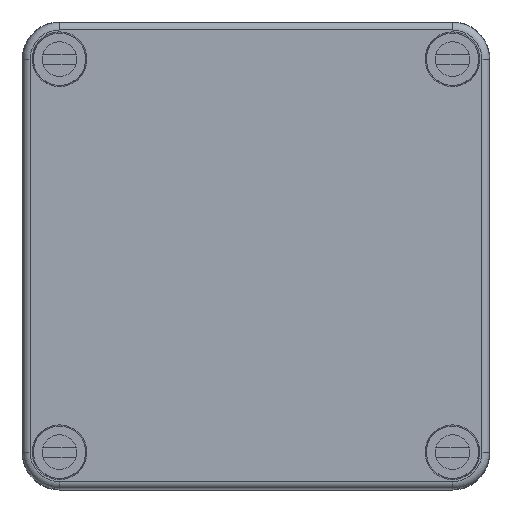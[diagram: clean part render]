
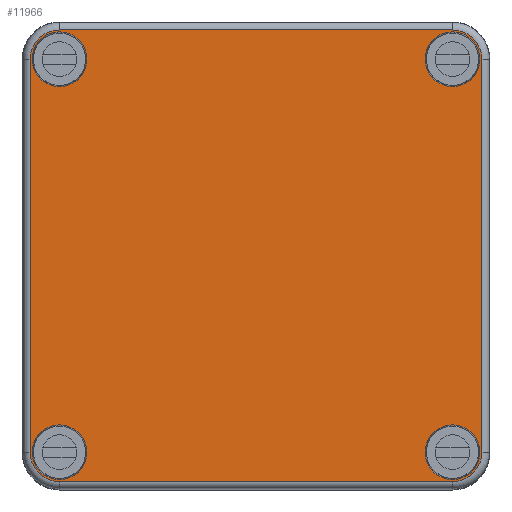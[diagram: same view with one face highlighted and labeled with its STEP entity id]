
A CAD part, top view. The second image highlights one B-rep face of the part: STEP entity #11966.
In plain terms, the highlighted planar face has unit normal (0, 0, 1).
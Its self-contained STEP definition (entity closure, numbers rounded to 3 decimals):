
#92 = PLANE ( 'NONE',  #6757 ) ;
#304 = CIRCLE ( 'NONE', #6194, 5.5 ) ;
#362 = CARTESIAN_POINT ( 'NONE',  ( -39.5, -39.5, 15. ) ) ;
#720 = FACE_OUTER_BOUND ( 'NONE', #11802, .T. ) ;
#794 = CARTESIAN_POINT ( 'NONE',  ( -39.5, -39.5, 15. ) ) ;
#950 = ORIENTED_EDGE ( 'NONE', *, *, #17717, .T. ) ;
#971 = LINE ( 'NONE', #3376, #17041 ) ;
#1116 = CARTESIAN_POINT ( 'NONE',  ( 39.5, -45.382, 15. ) ) ;
#1377 = DIRECTION ( 'NONE',  ( 0., 0., -1. ) ) ;
#1475 = CARTESIAN_POINT ( 'NONE',  ( 39.5, 39.5, 15. ) ) ;
#1522 = CIRCLE ( 'NONE', #19908, 5.882 ) ;
#1656 = CARTESIAN_POINT ( 'NONE',  ( -45.382, 39.5, 15. ) ) ;
#1716 = CARTESIAN_POINT ( 'NONE',  ( 39.5, 39.5, 15. ) ) ;
#1897 = CARTESIAN_POINT ( 'NONE',  ( -34., -39.5, 15. ) ) ;
#1944 = AXIS2_PLACEMENT_3D ( 'NONE', #7218, #18141, #8800 ) ;
#1950 = DIRECTION ( 'NONE',  ( 1., 0., 0. ) ) ;
#1966 = LINE ( 'NONE', #13097, #17555 ) ;
#2217 = EDGE_CURVE ( 'NONE', #11847, #9387, #971, .T. ) ;
#2231 = CARTESIAN_POINT ( 'NONE',  ( 39.5, -39.5, 15. ) ) ;
#2297 = ORIENTED_EDGE ( 'NONE', *, *, #5653, .T. ) ;
#2346 = DIRECTION ( 'NONE',  ( -1., 0., 0. ) ) ;
#2522 = CARTESIAN_POINT ( 'NONE',  ( 39.5, -45.382, 15. ) ) ;
#2820 = AXIS2_PLACEMENT_3D ( 'NONE', #2231, #13101, #3786 ) ;
#2831 = CARTESIAN_POINT ( 'NONE',  ( 39.5, 45.382, 15. ) ) ;
#2970 = ORIENTED_EDGE ( 'NONE', *, *, #13706, .T. ) ;
#3033 = DIRECTION ( 'NONE',  ( -1., 0., 0. ) ) ;
#3096 = ORIENTED_EDGE ( 'NONE', *, *, #16079, .T. ) ;
#3187 = EDGE_LOOP ( 'NONE', ( #8685, #3096 ) ) ;
#3225 = DIRECTION ( 'NONE',  ( -1., 0., 0. ) ) ;
#3250 = CARTESIAN_POINT ( 'NONE',  ( -45.382, 39.5, 15. ) ) ;
#3273 = DIRECTION ( 'NONE',  ( 1., 0., 0. ) ) ;
#3376 = CARTESIAN_POINT ( 'NONE',  ( 39.5, 45.382, 15. ) ) ;
#3408 = CIRCLE ( 'NONE', #2820, 5.5 ) ;
#3459 = VERTEX_POINT ( 'NONE', #8443 ) ;
#3531 = CIRCLE ( 'NONE', #15021, 5.882 ) ;
#3600 = VECTOR ( 'NONE', #10466, 1000. ) ;
#3786 = DIRECTION ( 'NONE',  ( -1., 0., 0. ) ) ;
#4181 = ORIENTED_EDGE ( 'NONE', *, *, #15243, .F. ) ;
#4204 = VERTEX_POINT ( 'NONE', #1897 ) ;
#4750 = DIRECTION ( 'NONE',  ( 0., 0., -1. ) ) ;
#4813 = VERTEX_POINT ( 'NONE', #14401 ) ;
#4954 = CARTESIAN_POINT ( 'NONE',  ( 39.5, 39.5, 15. ) ) ;
#5280 = EDGE_CURVE ( 'NONE', #15778, #9387, #10692, .T. ) ;
#5490 = CARTESIAN_POINT ( 'NONE',  ( -39.5, 45.382, 15. ) ) ;
#5653 = EDGE_CURVE ( 'NONE', #4813, #4204, #16753, .T. ) ;
#5945 = AXIS2_PLACEMENT_3D ( 'NONE', #4954, #15842, #6501 ) ;
#6194 = AXIS2_PLACEMENT_3D ( 'NONE', #1475, #12342, #3033 ) ;
#6195 = VERTEX_POINT ( 'NONE', #10213 ) ;
#6479 = DIRECTION ( 'NONE',  ( 0., 0., -1. ) ) ;
#6501 = DIRECTION ( 'NONE',  ( -1., 0., 0. ) ) ;
#6757 = AXIS2_PLACEMENT_3D ( 'NONE', #1656, #18759, #3225 ) ;
#6781 = ORIENTED_EDGE ( 'NONE', *, *, #6799, .T. ) ;
#6799 = EDGE_CURVE ( 'NONE', #15778, #16260, #1966, .T. ) ;
#7218 = CARTESIAN_POINT ( 'NONE',  ( -39.5, -39.5, 15. ) ) ;
#7233 = CARTESIAN_POINT ( 'NONE',  ( -34., 39.5, 15. ) ) ;
#7242 = VERTEX_POINT ( 'NONE', #9563 ) ;
#7589 = CARTESIAN_POINT ( 'NONE',  ( 45.382, 39.5, 15. ) ) ;
#7653 = CARTESIAN_POINT ( 'NONE',  ( -45.382, -39.5, 15. ) ) ;
#7775 = CIRCLE ( 'NONE', #15485, 5.5 ) ;
#7856 = CARTESIAN_POINT ( 'NONE',  ( 34., -39.5, 15. ) ) ;
#7976 = CIRCLE ( 'NONE', #15905, 5.882 ) ;
#8117 = CIRCLE ( 'NONE', #5945, 5.5 ) ;
#8228 = LINE ( 'NONE', #1116, #3600 ) ;
#8443 = CARTESIAN_POINT ( 'NONE',  ( -39.5, -45.382, 15. ) ) ;
#8685 = ORIENTED_EDGE ( 'NONE', *, *, #16417, .T. ) ;
#8771 = DIRECTION ( 'NONE',  ( 0., 0., -1. ) ) ;
#8800 = DIRECTION ( 'NONE',  ( -1., 0., 0. ) ) ;
#8991 = VERTEX_POINT ( 'NONE', #2522 ) ;
#8992 = AXIS2_PLACEMENT_3D ( 'NONE', #10733, #1377, #12269 ) ;
#9023 = FACE_BOUND ( 'NONE', #14234, .T. ) ;
#9175 = DIRECTION ( 'NONE',  ( 0., 0., -1. ) ) ;
#9387 = VERTEX_POINT ( 'NONE', #5490 ) ;
#9399 = CIRCLE ( 'NONE', #9412, 5.5 ) ;
#9412 = AXIS2_PLACEMENT_3D ( 'NONE', #794, #11689, #2346 ) ;
#9563 = CARTESIAN_POINT ( 'NONE',  ( 45., 39.5, 15. ) ) ;
#9894 = CARTESIAN_POINT ( 'NONE',  ( 45.382, -39.5, 15. ) ) ;
#10126 = LINE ( 'NONE', #7589, #14236 ) ;
#10213 = CARTESIAN_POINT ( 'NONE',  ( -45., 39.5, 15. ) ) ;
#10341 = CIRCLE ( 'NONE', #17677, 5.5 ) ;
#10361 = EDGE_CURVE ( 'NONE', #14333, #8991, #1522, .T. ) ;
#10466 = DIRECTION ( 'NONE',  ( -1., 0., 0. ) ) ;
#10494 = ORIENTED_EDGE ( 'NONE', *, *, #12464, .T. ) ;
#10692 = CIRCLE ( 'NONE', #8992, 5.882 ) ;
#10733 = CARTESIAN_POINT ( 'NONE',  ( -39.5, 39.5, 15. ) ) ;
#10783 = AXIS2_PLACEMENT_3D ( 'NONE', #18110, #8771, #19649 ) ;
#10800 = CARTESIAN_POINT ( 'NONE',  ( 45.382, 39.5, 15. ) ) ;
#11280 = DIRECTION ( 'NONE',  ( 0., 0., 1. ) ) ;
#11515 = ORIENTED_EDGE ( 'NONE', *, *, #18849, .F. ) ;
#11548 = CIRCLE ( 'NONE', #10783, 5.5 ) ;
#11680 = ORIENTED_EDGE ( 'NONE', *, *, #15823, .T. ) ;
#11689 = DIRECTION ( 'NONE',  ( 0., 0., -1. ) ) ;
#11802 = EDGE_LOOP ( 'NONE', ( #18715, #4181, #10494, #18070, #16536, #6781, #2970, #11515 ) ) ;
#11847 = VERTEX_POINT ( 'NONE', #2831 ) ;
#11857 = EDGE_CURVE ( 'NONE', #13872, #15351, #7775, .T. ) ;
#11966 = ADVANCED_FACE ( 'NONE', ( #13638, #13129, #17286, #9023, #720 ), #92, .F. ) ;
#12269 = DIRECTION ( 'NONE',  ( -1., 0., 0. ) ) ;
#12311 = VERTEX_POINT ( 'NONE', #7233 ) ;
#12342 = DIRECTION ( 'NONE',  ( 0., 0., -1. ) ) ;
#12464 = EDGE_CURVE ( 'NONE', #16889, #11847, #7976, .T. ) ;
#12591 = DIRECTION ( 'NONE',  ( 0., 0., 1. ) ) ;
#13097 = CARTESIAN_POINT ( 'NONE',  ( -45.382, 39.5, 15. ) ) ;
#13101 = DIRECTION ( 'NONE',  ( 0., 0., -1. ) ) ;
#13129 = FACE_BOUND ( 'NONE', #3187, .T. ) ;
#13240 = CARTESIAN_POINT ( 'NONE',  ( 45., -39.5, 15. ) ) ;
#13638 = FACE_BOUND ( 'NONE', #18561, .T. ) ;
#13706 = EDGE_CURVE ( 'NONE', #16260, #3459, #3531, .T. ) ;
#13837 = EDGE_CURVE ( 'NONE', #4204, #4813, #9399, .T. ) ;
#13872 = VERTEX_POINT ( 'NONE', #13240 ) ;
#14065 = CARTESIAN_POINT ( 'NONE',  ( 39.5, -39.5, 15. ) ) ;
#14234 = EDGE_LOOP ( 'NONE', ( #11680, #15763 ) ) ;
#14236 = VECTOR ( 'NONE', #18511, 1000. ) ;
#14333 = VERTEX_POINT ( 'NONE', #9894 ) ;
#14401 = CARTESIAN_POINT ( 'NONE',  ( -45., -39.5, 15. ) ) ;
#15021 = AXIS2_PLACEMENT_3D ( 'NONE', #362, #11280, #1950 ) ;
#15243 = EDGE_CURVE ( 'NONE', #16889, #14333, #10126, .T. ) ;
#15351 = VERTEX_POINT ( 'NONE', #7856 ) ;
#15485 = AXIS2_PLACEMENT_3D ( 'NONE', #18506, #9175, #20062 ) ;
#15634 = DIRECTION ( 'NONE',  ( -1., 0., 0. ) ) ;
#15763 = ORIENTED_EDGE ( 'NONE', *, *, #16262, .T. ) ;
#15778 = VERTEX_POINT ( 'NONE', #3250 ) ;
#15810 = CARTESIAN_POINT ( 'NONE',  ( -39.5, 39.5, 15. ) ) ;
#15823 = EDGE_CURVE ( 'NONE', #7242, #17365, #8117, .T. ) ;
#15842 = DIRECTION ( 'NONE',  ( 0., 0., -1. ) ) ;
#15905 = AXIS2_PLACEMENT_3D ( 'NONE', #1716, #12591, #3273 ) ;
#15996 = ORIENTED_EDGE ( 'NONE', *, *, #13837, .T. ) ;
#16079 = EDGE_CURVE ( 'NONE', #6195, #12311, #11548, .T. ) ;
#16260 = VERTEX_POINT ( 'NONE', #7653 ) ;
#16262 = EDGE_CURVE ( 'NONE', #17365, #7242, #304, .T. ) ;
#16417 = EDGE_CURVE ( 'NONE', #12311, #6195, #10341, .T. ) ;
#16536 = ORIENTED_EDGE ( 'NONE', *, *, #5280, .F. ) ;
#16748 = CARTESIAN_POINT ( 'NONE',  ( 34., 39.5, 15. ) ) ;
#16753 = CIRCLE ( 'NONE', #1944, 5.5 ) ;
#16889 = VERTEX_POINT ( 'NONE', #10800 ) ;
#17041 = VECTOR ( 'NONE', #18974, 1000. ) ;
#17286 = FACE_BOUND ( 'NONE', #18832, .T. ) ;
#17365 = VERTEX_POINT ( 'NONE', #16748 ) ;
#17399 = DIRECTION ( 'NONE',  ( -1., 0., 0. ) ) ;
#17555 = VECTOR ( 'NONE', #19367, 1000. ) ;
#17677 = AXIS2_PLACEMENT_3D ( 'NONE', #15810, #6479, #17399 ) ;
#17717 = EDGE_CURVE ( 'NONE', #15351, #13872, #3408, .T. ) ;
#18070 = ORIENTED_EDGE ( 'NONE', *, *, #2217, .T. ) ;
#18110 = CARTESIAN_POINT ( 'NONE',  ( -39.5, 39.5, 15. ) ) ;
#18141 = DIRECTION ( 'NONE',  ( 0., 0., -1. ) ) ;
#18506 = CARTESIAN_POINT ( 'NONE',  ( 39.5, -39.5, 15. ) ) ;
#18511 = DIRECTION ( 'NONE',  ( 0., -1., 0. ) ) ;
#18561 = EDGE_LOOP ( 'NONE', ( #15996, #2297 ) ) ;
#18715 = ORIENTED_EDGE ( 'NONE', *, *, #10361, .F. ) ;
#18759 = DIRECTION ( 'NONE',  ( 0., 0., -1. ) ) ;
#18832 = EDGE_LOOP ( 'NONE', ( #19577, #950 ) ) ;
#18849 = EDGE_CURVE ( 'NONE', #8991, #3459, #8228, .T. ) ;
#18974 = DIRECTION ( 'NONE',  ( -1., 0., 0. ) ) ;
#19367 = DIRECTION ( 'NONE',  ( 0., -1., 0. ) ) ;
#19577 = ORIENTED_EDGE ( 'NONE', *, *, #11857, .T. ) ;
#19649 = DIRECTION ( 'NONE',  ( -1., 0., 0. ) ) ;
#19908 = AXIS2_PLACEMENT_3D ( 'NONE', #14065, #4750, #15634 ) ;
#20062 = DIRECTION ( 'NONE',  ( -1., 0., 0. ) ) ;
